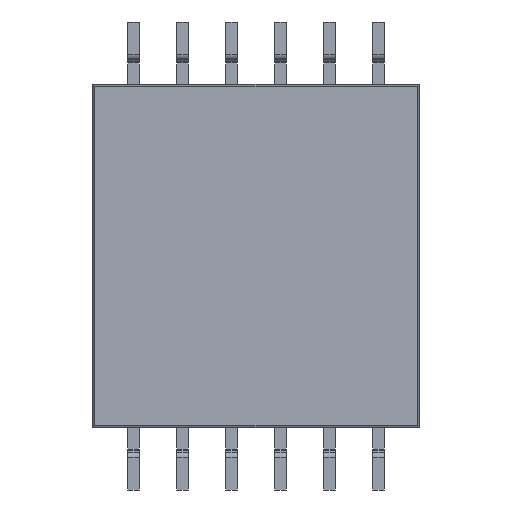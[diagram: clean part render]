
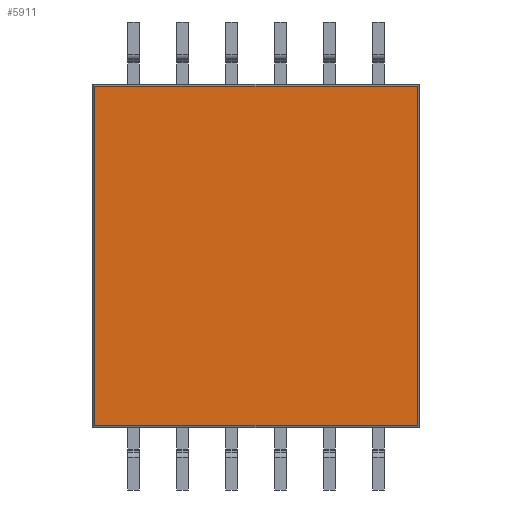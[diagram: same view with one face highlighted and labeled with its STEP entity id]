
A CAD part, front view. The second image highlights one B-rep face of the part: STEP entity #5911.
In plain terms, the highlighted planar face has unit normal (0, -1, 0).
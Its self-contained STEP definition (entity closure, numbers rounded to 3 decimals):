
#5872 = CARTESIAN_POINT ( 'NONE',  ( 9.885, 0.05, -10.385 ) ) ;
#5873 = VERTEX_POINT ( 'NONE', #5872 ) ;
#5874 = CARTESIAN_POINT ( 'NONE',  ( 9.885, 0.05, 10.385 ) ) ;
#5875 = VERTEX_POINT ( 'NONE', #5874 ) ;
#5876 = CARTESIAN_POINT ( 'NONE',  ( 9.885, 0.05, 0. ) ) ;
#5877 = DIRECTION ( 'NONE',  ( 0., 0., 1. ) ) ;
#5878 = VECTOR ( 'NONE', #5877, 1000. ) ;
#5879 = LINE ( 'NONE', #5876, #5878 ) ;
#5880 = EDGE_CURVE ( 'NONE', #5873, #5875, #5879, .T. ) ;
#5881 = ORIENTED_EDGE ( 'NONE', *, *, #5880, .T. ) ;
#5882 = CARTESIAN_POINT ( 'NONE',  ( -9.885, 0.05, 10.385 ) ) ;
#5883 = VERTEX_POINT ( 'NONE', #5882 ) ;
#5884 = CARTESIAN_POINT ( 'NONE',  ( 0., 0.05, 10.385 ) ) ;
#5885 = DIRECTION ( 'NONE',  ( -1., 0., 0. ) ) ;
#5886 = VECTOR ( 'NONE', #5885, 1000. ) ;
#5887 = LINE ( 'NONE', #5884, #5886 ) ;
#5888 = EDGE_CURVE ( 'NONE', #5875, #5883, #5887, .T. ) ;
#5889 = ORIENTED_EDGE ( 'NONE', *, *, #5888, .T. ) ;
#5890 = CARTESIAN_POINT ( 'NONE',  ( -9.885, 0.05, -10.385 ) ) ;
#5891 = VERTEX_POINT ( 'NONE', #5890 ) ;
#5892 = CARTESIAN_POINT ( 'NONE',  ( -9.885, 0.05, 0. ) ) ;
#5893 = DIRECTION ( 'NONE',  ( 0., 0., -1. ) ) ;
#5894 = VECTOR ( 'NONE', #5893, 1000. ) ;
#5895 = LINE ( 'NONE', #5892, #5894 ) ;
#5896 = EDGE_CURVE ( 'NONE', #5883, #5891, #5895, .T. ) ;
#5897 = ORIENTED_EDGE ( 'NONE', *, *, #5896, .T. ) ;
#5898 = CARTESIAN_POINT ( 'NONE',  ( 0., 0.05, -10.385 ) ) ;
#5899 = DIRECTION ( 'NONE',  ( 1., 0., 0. ) ) ;
#5900 = VECTOR ( 'NONE', #5899, 1000. ) ;
#5901 = LINE ( 'NONE', #5898, #5900 ) ;
#5902 = EDGE_CURVE ( 'NONE', #5891, #5873, #5901, .T. ) ;
#5903 = ORIENTED_EDGE ( 'NONE', *, *, #5902, .T. ) ;
#5904 = EDGE_LOOP ( 'NONE', ( #5881, #5889, #5897, #5903 ) ) ;
#5905 = FACE_OUTER_BOUND ( 'NONE', #5904, .T. ) ;
#5906 = CARTESIAN_POINT ( 'NONE',  ( 0., 0.05, 0. ) ) ;
#5907 = DIRECTION ( 'NONE',  ( 0., 1., 0. ) ) ;
#5908 = DIRECTION ( 'NONE',  ( 0., 0., 1. ) ) ;
#5909 = AXIS2_PLACEMENT_3D ( 'NONE', #5906, #5907, #5908 ) ;
#5910 = PLANE ( 'NONE', #5909 ) ;
#5911 = ADVANCED_FACE ( 'NONE', ( #5905 ), #5910, .F. ) ;
